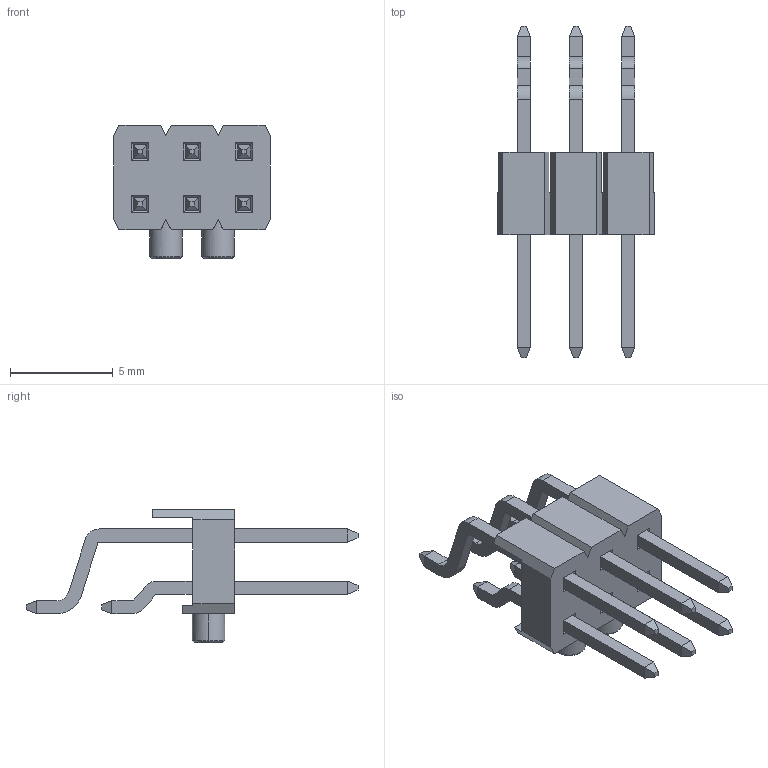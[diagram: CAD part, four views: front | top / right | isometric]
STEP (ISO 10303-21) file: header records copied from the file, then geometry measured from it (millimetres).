
FILE_DESCRIPTION(('STEP AP203'),'1');
FILE_NAME('610106249121.stp','2021-10-26T09:36:15',('TraceParts'),('TraceParts S.A.'),'Spatial InterOp 3D',' ',' ');
FILE_SCHEMA(('CONFIG_CONTROL_DESIGN'));
Length unit declared in the file: millimetre
Products named in the file (1): 1
Bounding box: 7.62 x 16.16 x 6.48 mm (x, y, z)
Volume: 122 mm3; surface area: 445 mm2
Topology: 7 solids, 7 shells, 274 faces, 660 edges, 400 vertices
Faces by surface type: plane 242, cylinder 28, cone 4
Entity records: 7814 total; most frequent: CARTESIAN_POINT 1341, ORIENTED_EDGE 1320, DIRECTION 1300, EDGE_CURVE 660, LINE 582, VECTOR 582, VERTEX_POINT 400, AXIS2_PLACEMENT_3D 359
